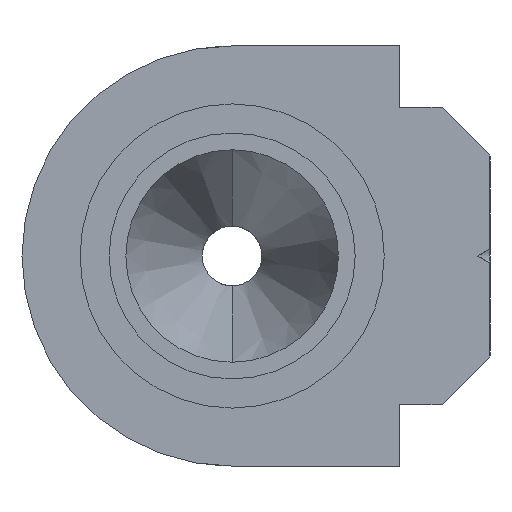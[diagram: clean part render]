
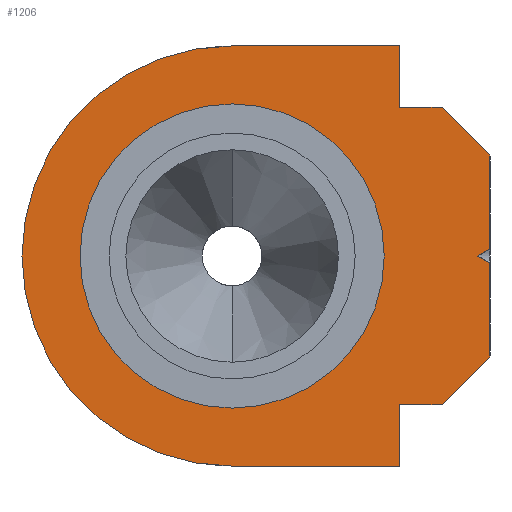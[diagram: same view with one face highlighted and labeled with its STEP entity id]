
A CAD part, left-side view. The second image highlights one B-rep face of the part: STEP entity #1206.
In plain terms, the highlighted planar face has unit normal (-1, 0, 0).
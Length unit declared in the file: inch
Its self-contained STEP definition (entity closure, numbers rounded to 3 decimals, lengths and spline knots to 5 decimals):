
#1 = AXIS2_PLACEMENT_3D ( 'NONE', #188, #191, #183 ) ;
#31 = CIRCLE ( 'NONE', #115, 0.3185 ) ;
#56 = AXIS2_PLACEMENT_3D ( 'NONE', #746, #745, #736 ) ;
#58 = CIRCLE ( 'NONE', #56, 0.44 ) ;
#59 = VECTOR ( 'NONE', #741, 39.37008 ) ;
#63 = VECTOR ( 'NONE', #757, 39.37008 ) ;
#72 = VECTOR ( 'NONE', #782, 39.37008 ) ;
#84 = VECTOR ( 'NONE', #837, 39.37008 ) ;
#86 = VECTOR ( 'NONE', #1057, 39.37008 ) ;
#92 = VECTOR ( 'NONE', #1165, 39.37008 ) ;
#95 = VECTOR ( 'NONE', #870, 39.37008 ) ;
#98 = VECTOR ( 'NONE', #615, 39.37008 ) ;
#104 = VECTOR ( 'NONE', #744, 39.37008 ) ;
#105 = AXIS2_PLACEMENT_3D ( 'NONE', #629, #621, #620 ) ;
#110 = VECTOR ( 'NONE', #644, 39.37008 ) ;
#113 = VECTOR ( 'NONE', #1046, 39.37008 ) ;
#115 = AXIS2_PLACEMENT_3D ( 'NONE', #398, #407, #386 ) ;
#118 = CIRCLE ( 'NONE', #105, 0.3185 ) ;
#120 = VECTOR ( 'NONE', #1136, 39.37008 ) ;
#183 = DIRECTION ( 'NONE',  ( 0., 0., 1. ) ) ;
#185 = PLANE ( 'NONE',  #1 ) ;
#187 = FACE_BOUND ( 'NONE', #1135, .T. ) ;
#188 = CARTESIAN_POINT ( 'NONE',  ( -1.25, 0., 0. ) ) ;
#191 = DIRECTION ( 'NONE',  ( -1., 0., 0. ) ) ;
#193 = FACE_OUTER_BOUND ( 'NONE', #1139, .T. ) ;
#376 = CARTESIAN_POINT ( 'NONE',  ( -1.25, -0.54, -0.2115 ) ) ;
#385 = CARTESIAN_POINT ( 'NONE',  ( -1.25, -0.35, -0.44 ) ) ;
#386 = DIRECTION ( 'NONE',  ( 0., 0., -1. ) ) ;
#388 = CARTESIAN_POINT ( 'NONE',  ( -1.25, -0.35, 0.44 ) ) ;
#391 = CARTESIAN_POINT ( 'NONE',  ( -1.25, 0., 0.3185 ) ) ;
#392 = CARTESIAN_POINT ( 'NONE',  ( -1.25, -0.54, 0.015 ) ) ;
#397 = CARTESIAN_POINT ( 'NONE',  ( -1.25, -0.51402, 0. ) ) ;
#398 = CARTESIAN_POINT ( 'NONE',  ( -1.25, 0., 0. ) ) ;
#400 = CARTESIAN_POINT ( 'NONE',  ( -1.25, 0., 0.44 ) ) ;
#401 = CARTESIAN_POINT ( 'NONE',  ( -1.25, 0., -0.44 ) ) ;
#402 = CARTESIAN_POINT ( 'NONE',  ( -1.25, -0.44, -0.3115 ) ) ;
#407 = DIRECTION ( 'NONE',  ( 1., 0., 0. ) ) ;
#408 = CARTESIAN_POINT ( 'NONE',  ( -1.25, 0., -0.3185 ) ) ;
#423 = CARTESIAN_POINT ( 'NONE',  ( -1.25, -0.54, -0.015 ) ) ;
#424 = CARTESIAN_POINT ( 'NONE',  ( -1.25, -0.54, 0.2115 ) ) ;
#444 = CARTESIAN_POINT ( 'NONE',  ( -1.25, -0.35, -0.3115 ) ) ;
#453 = CARTESIAN_POINT ( 'NONE',  ( -1.25, -0.35, 0.3115 ) ) ;
#456 = CARTESIAN_POINT ( 'NONE',  ( -1.25, -0.44, 0.3115 ) ) ;
#471 = EDGE_CURVE ( 'NONE', #992, #1058, #1162, .T. ) ;
#476 = EDGE_CURVE ( 'NONE', #1096, #1059, #768, .T. ) ;
#483 = EDGE_CURVE ( 'NONE', #1058, #1098, #701, .T. ) ;
#484 = EDGE_CURVE ( 'NONE', #1115, #888, #118, .T. ) ;
#485 = EDGE_CURVE ( 'NONE', #1012, #1023, #630, .T. ) ;
#487 = EDGE_CURVE ( 'NONE', #1089, #1099, #631, .T. ) ;
#488 = EDGE_CURVE ( 'NONE', #1099, #1024, #1047, .T. ) ;
#491 = EDGE_CURVE ( 'NONE', #1098, #1089, #1157, .T. ) ;
#494 = EDGE_CURVE ( 'NONE', #1092, #1096, #1145, .T. ) ;
#497 = EDGE_CURVE ( 'NONE', #1023, #1092, #1069, .T. ) ;
#507 = EDGE_CURVE ( 'NONE', #1027, #1012, #787, .T. ) ;
#514 = EDGE_CURVE ( 'NONE', #1024, #1027, #762, .T. ) ;
#517 = EDGE_CURVE ( 'NONE', #992, #991, #58, .T. ) ;
#518 = EDGE_CURVE ( 'NONE', #991, #1059, #756, .T. ) ;
#555 = CARTESIAN_POINT ( 'NONE',  ( -1.25, -0.54, 0.2115 ) ) ;
#615 = DIRECTION ( 'NONE',  ( 0., 0., 1. ) ) ;
#620 = DIRECTION ( 'NONE',  ( 0., 0., -1. ) ) ;
#621 = DIRECTION ( 'NONE',  ( 1., 0., 0. ) ) ;
#629 = CARTESIAN_POINT ( 'NONE',  ( -1.25, 0., 0. ) ) ;
#630 = LINE ( 'NONE', #664, #98 ) ;
#631 = LINE ( 'NONE', #643, #113 ) ;
#643 = CARTESIAN_POINT ( 'NONE',  ( -1.25, -0.44, -0.3115 ) ) ;
#644 = DIRECTION ( 'NONE',  ( 0., 0., 1. ) ) ;
#650 = CARTESIAN_POINT ( 'NONE',  ( -1.25, -0.35, 0. ) ) ;
#664 = CARTESIAN_POINT ( 'NONE',  ( -1.25, -0.54, 0. ) ) ;
#701 = LINE ( 'NONE', #650, #110 ) ;
#736 = DIRECTION ( 'NONE',  ( 0., 0., -1. ) ) ;
#741 = DIRECTION ( 'NONE',  ( 0., -1., 0. ) ) ;
#744 = DIRECTION ( 'NONE',  ( 0., 0., 1. ) ) ;
#745 = DIRECTION ( 'NONE',  ( 1., 0., 0. ) ) ;
#746 = CARTESIAN_POINT ( 'NONE',  ( -1.25, 0., 0. ) ) ;
#750 = CARTESIAN_POINT ( 'NONE',  ( -1.25, -0.35, 0. ) ) ;
#752 = CARTESIAN_POINT ( 'NONE',  ( -1.25, -0.54, -0.015 ) ) ;
#755 = CARTESIAN_POINT ( 'NONE',  ( -1.25, 0., 0.44 ) ) ;
#756 = LINE ( 'NONE', #755, #59 ) ;
#757 = DIRECTION ( 'NONE',  ( 0., 0.866, 0.5 ) ) ;
#762 = LINE ( 'NONE', #752, #63 ) ;
#768 = LINE ( 'NONE', #750, #104 ) ;
#782 = DIRECTION ( 'NONE',  ( 0., -0.866, 0.5 ) ) ;
#783 = CARTESIAN_POINT ( 'NONE',  ( -1.25, -0.51402, 0. ) ) ;
#787 = LINE ( 'NONE', #783, #72 ) ;
#837 = DIRECTION ( 'NONE',  ( 0., 0.707, 0.707 ) ) ;
#870 = DIRECTION ( 'NONE',  ( 0., -1., 0. ) ) ;
#876 = ORIENTED_EDGE ( 'NONE', *, *, #487, .T. ) ;
#877 = ORIENTED_EDGE ( 'NONE', *, *, #491, .T. ) ;
#878 = ORIENTED_EDGE ( 'NONE', *, *, #483, .T. ) ;
#879 = ORIENTED_EDGE ( 'NONE', *, *, #471, .T. ) ;
#880 = ORIENTED_EDGE ( 'NONE', *, *, #517, .F. ) ;
#881 = ORIENTED_EDGE ( 'NONE', *, *, #518, .F. ) ;
#882 = ORIENTED_EDGE ( 'NONE', *, *, #476, .T. ) ;
#883 = ORIENTED_EDGE ( 'NONE', *, *, #494, .T. ) ;
#884 = ORIENTED_EDGE ( 'NONE', *, *, #497, .T. ) ;
#885 = ORIENTED_EDGE ( 'NONE', *, *, #485, .T. ) ;
#886 = ORIENTED_EDGE ( 'NONE', *, *, #507, .T. ) ;
#887 = ORIENTED_EDGE ( 'NONE', *, *, #514, .T. ) ;
#888 = VERTEX_POINT ( 'NONE', #391 ) ;
#955 = ORIENTED_EDGE ( 'NONE', *, *, #488, .T. ) ;
#956 = ORIENTED_EDGE ( 'NONE', *, *, #1181, .T. ) ;
#957 = ORIENTED_EDGE ( 'NONE', *, *, #484, .T. ) ;
#991 = VERTEX_POINT ( 'NONE', #400 ) ;
#992 = VERTEX_POINT ( 'NONE', #401 ) ;
#1012 = VERTEX_POINT ( 'NONE', #392 ) ;
#1023 = VERTEX_POINT ( 'NONE', #424 ) ;
#1024 = VERTEX_POINT ( 'NONE', #423 ) ;
#1027 = VERTEX_POINT ( 'NONE', #397 ) ;
#1046 = DIRECTION ( 'NONE',  ( 0., -0.707, 0.707 ) ) ;
#1047 = LINE ( 'NONE', #1164, #92 ) ;
#1057 = DIRECTION ( 'NONE',  ( 0., 1., 0. ) ) ;
#1058 = VERTEX_POINT ( 'NONE', #385 ) ;
#1059 = VERTEX_POINT ( 'NONE', #388 ) ;
#1069 = LINE ( 'NONE', #555, #84 ) ;
#1089 = VERTEX_POINT ( 'NONE', #402 ) ;
#1092 = VERTEX_POINT ( 'NONE', #456 ) ;
#1096 = VERTEX_POINT ( 'NONE', #453 ) ;
#1098 = VERTEX_POINT ( 'NONE', #444 ) ;
#1099 = VERTEX_POINT ( 'NONE', #376 ) ;
#1103 = CARTESIAN_POINT ( 'NONE',  ( -1.25, 0., 0.3115 ) ) ;
#1115 = VERTEX_POINT ( 'NONE', #408 ) ;
#1135 = EDGE_LOOP ( 'NONE', ( #957, #956 ) ) ;
#1136 = DIRECTION ( 'NONE',  ( 0., -1., 0. ) ) ;
#1139 = EDGE_LOOP ( 'NONE', ( #955, #887, #886, #885, #884, #883, #882, #881, #880, #879, #878, #877, #876 ) ) ;
#1145 = LINE ( 'NONE', #1103, #86 ) ;
#1147 = CARTESIAN_POINT ( 'NONE',  ( -1.25, 0., -0.3115 ) ) ;
#1152 = CARTESIAN_POINT ( 'NONE',  ( -1.25, 0., -0.44 ) ) ;
#1157 = LINE ( 'NONE', #1147, #120 ) ;
#1162 = LINE ( 'NONE', #1152, #95 ) ;
#1164 = CARTESIAN_POINT ( 'NONE',  ( -1.25, -0.54, 0. ) ) ;
#1165 = DIRECTION ( 'NONE',  ( 0., 0., 1. ) ) ;
#1181 = EDGE_CURVE ( 'NONE', #888, #1115, #31, .T. ) ;
#1206 = ADVANCED_FACE ( 'NONE', ( #187, #193 ), #185, .T. ) ;
